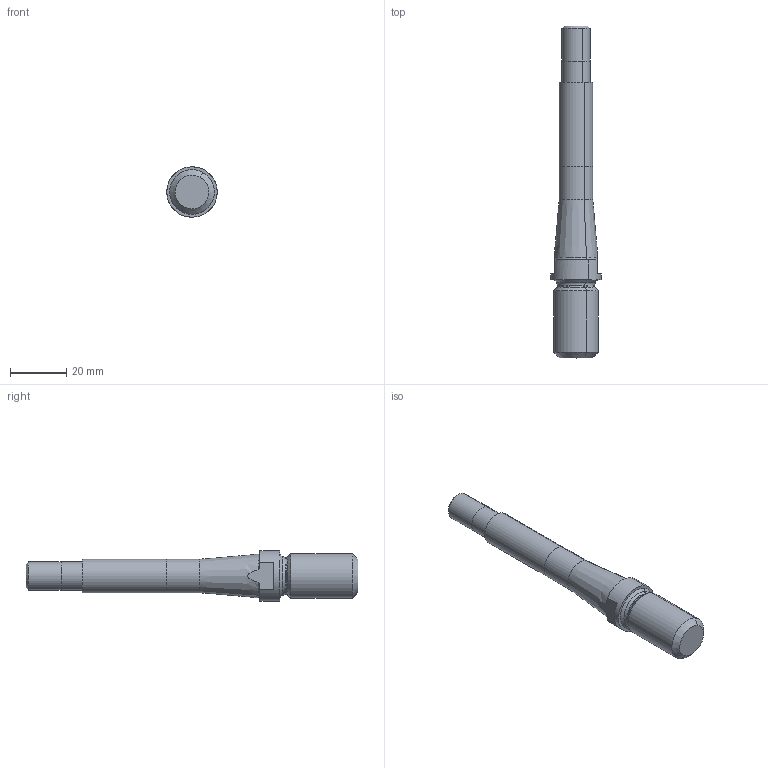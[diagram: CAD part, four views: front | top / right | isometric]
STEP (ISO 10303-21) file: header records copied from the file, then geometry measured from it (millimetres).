
FILE_DESCRIPTION(('CATIA V5 STEP Exchange'),'2;1');
FILE_NAME('Fusee de roue.stp','2019-03-02T16:29:44+00:00',('none'),('none'),'CATIA Version 5 Release 19 GA (IN-10)','CATIA V5 STEP AP203','none');
FILE_SCHEMA(('CONFIG_CONTROL_DESIGN'));
Length unit declared in the file: millimetre
Products named in the file (1): Fusee de roue
Bounding box: 18 x 118.5 x 18 mm (x, y, z)
Volume: 16616 mm3; surface area: 5312.5 mm2
Topology: 1 solids, 1 shells, 43 faces, 94 edges, 56 vertices
Faces by surface type: cylinder 14, plane 11, cone 10, torus 8
Entity records: 1182 total; most frequent: CARTESIAN_POINT 290, ORIENTED_EDGE 188, DIRECTION 138, EDGE_CURVE 94, AXIS2_PLACEMENT_3D 80, VERTEX_POINT 56, CIRCLE 54, EDGE_LOOP 46
